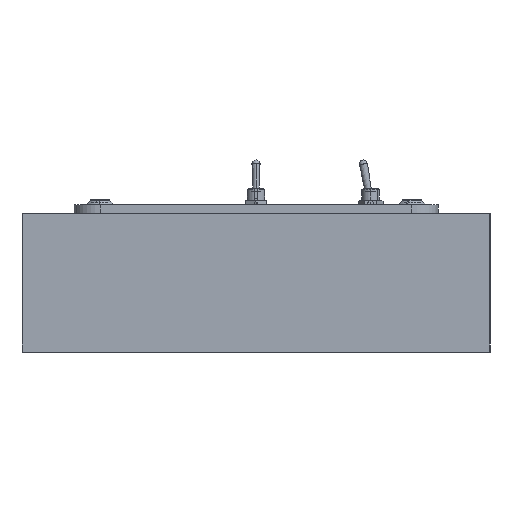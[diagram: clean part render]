
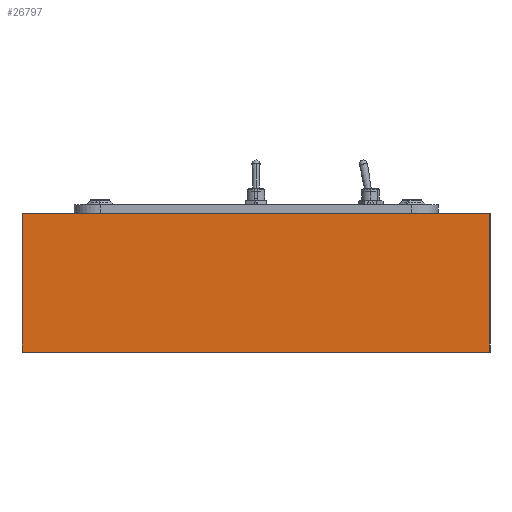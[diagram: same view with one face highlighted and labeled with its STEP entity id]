
A CAD part, left-side view. The second image highlights one B-rep face of the part: STEP entity #26797.
In plain terms, the highlighted planar face has unit normal (-1, 0, 0).
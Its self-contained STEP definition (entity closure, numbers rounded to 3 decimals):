
#1302 = EDGE_LOOP ( 'NONE', ( #4832, #26126, #26346, #15759 ) ) ;
#1454 = CARTESIAN_POINT ( 'NONE',  ( -215.9, -85.725, 0. ) ) ;
#1726 = DIRECTION ( 'NONE',  ( 0., -1., 0. ) ) ;
#1999 = VECTOR ( 'NONE', #1726, 1000. ) ;
#3450 = CARTESIAN_POINT ( 'NONE',  ( -215.9, -85.725, -50.8 ) ) ;
#4611 = DIRECTION ( 'NONE',  ( 0., 0., 1. ) ) ;
#4832 = ORIENTED_EDGE ( 'NONE', *, *, #17331, .F. ) ;
#6044 = VERTEX_POINT ( 'NONE', #1454 ) ;
#6947 = CARTESIAN_POINT ( 'NONE',  ( -215.9, -85.725, -50.8 ) ) ;
#7424 = DIRECTION ( 'NONE',  ( 0., -1., 0. ) ) ;
#7543 = VECTOR ( 'NONE', #7424, 1000. ) ;
#7910 = VECTOR ( 'NONE', #4611, 1000. ) ;
#8125 = DIRECTION ( 'NONE',  ( -1., 0., 0. ) ) ;
#8530 = CARTESIAN_POINT ( 'NONE',  ( -215.9, 85.725, 0. ) ) ;
#8798 = EDGE_CURVE ( 'NONE', #11311, #10991, #22960, .T. ) ;
#9159 = AXIS2_PLACEMENT_3D ( 'NONE', #23925, #8125, #12332 ) ;
#10991 = VERTEX_POINT ( 'NONE', #8530 ) ;
#11311 = VERTEX_POINT ( 'NONE', #14375 ) ;
#11640 = EDGE_CURVE ( 'NONE', #11311, #25053, #25920, .T. ) ;
#12332 = DIRECTION ( 'NONE',  ( 0., 0., 1. ) ) ;
#12425 = CARTESIAN_POINT ( 'NONE',  ( -215.9, 0., 0. ) ) ;
#14375 = CARTESIAN_POINT ( 'NONE',  ( -215.9, 85.725, -50.8 ) ) ;
#14389 = LINE ( 'NONE', #12425, #1999 ) ;
#15759 = ORIENTED_EDGE ( 'NONE', *, *, #21854, .T. ) ;
#16132 = DIRECTION ( 'NONE',  ( 0., 0., 1. ) ) ;
#17331 = EDGE_CURVE ( 'NONE', #10991, #6044, #14389, .T. ) ;
#17882 = VECTOR ( 'NONE', #16132, 1000. ) ;
#18841 = CARTESIAN_POINT ( 'NONE',  ( -215.9, 85.725, -50.8 ) ) ;
#21262 = CARTESIAN_POINT ( 'NONE',  ( -215.9, 0., -50.8 ) ) ;
#21854 = EDGE_CURVE ( 'NONE', #25053, #6044, #27556, .T. ) ;
#21973 = PLANE ( 'NONE',  #9159 ) ;
#22960 = LINE ( 'NONE', #18841, #7910 ) ;
#23925 = CARTESIAN_POINT ( 'NONE',  ( -215.9, 0., -50.8 ) ) ;
#25053 = VERTEX_POINT ( 'NONE', #3450 ) ;
#25920 = LINE ( 'NONE', #21262, #7543 ) ;
#26126 = ORIENTED_EDGE ( 'NONE', *, *, #8798, .F. ) ;
#26176 = FACE_OUTER_BOUND ( 'NONE', #1302, .T. ) ;
#26346 = ORIENTED_EDGE ( 'NONE', *, *, #11640, .T. ) ;
#26797 = ADVANCED_FACE ( 'NONE', ( #26176 ), #21973, .T. ) ;
#27556 = LINE ( 'NONE', #6947, #17882 ) ;
